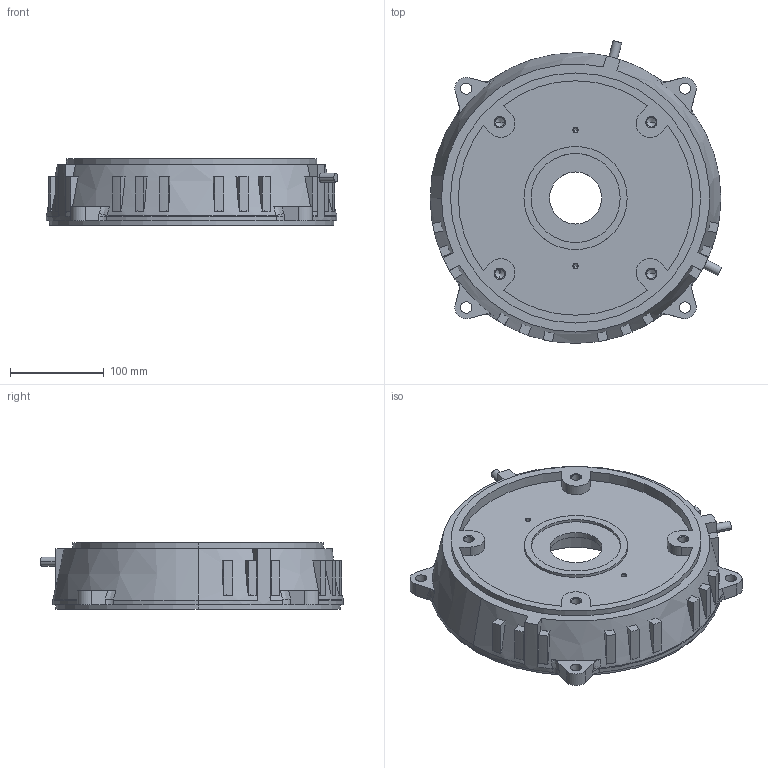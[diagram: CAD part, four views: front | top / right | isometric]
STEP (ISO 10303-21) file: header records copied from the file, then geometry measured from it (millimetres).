
FILE_DESCRIPTION (( 'STEP AP214' ), '1' );
FILE_NAME ('MTADP-CFACE-280.STEP', '2020-07-08T13:52:55', ( '' ), ( '' ), 'SwSTEP 2.0', 'SolidWorks 2017', '' );
FILE_SCHEMA (( 'AUTOMOTIVE_DESIGN' ));
Length unit declared in the file: inch
Products named in the file (1): MTADP-CFACE-280
Bounding box: 310.93 x 322.94 x 71.3 mm (x, y, z)
Volume: 1480570.8 mm3; surface area: 351343.2 mm2
Topology: 15 solids, 15 shells, 677 faces, 1704 edges, 1027 vertices
Faces by surface type: cylinder 243, plane 166, bspline 100, torus 93, cone 67, sphere 8
Entity records: 25965 total; most frequent: CARTESIAN_POINT 10450, ORIENTED_EDGE 3324, DIRECTION 3075, EDGE_CURVE 1662, AXIS2_PLACEMENT_3D 1251, VERTEX_POINT 1025, EDGE_LOOP 725, ADVANCED_FACE 677
